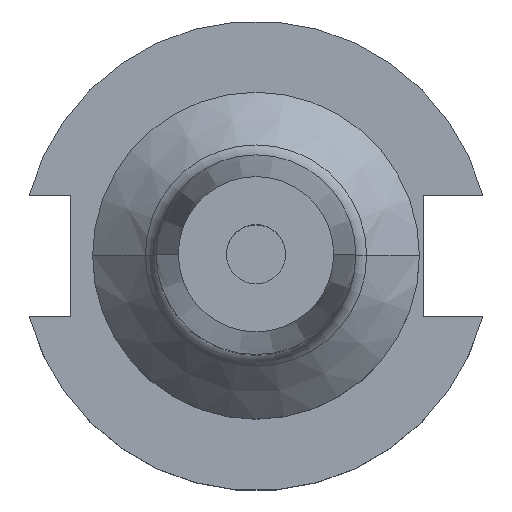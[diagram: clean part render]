
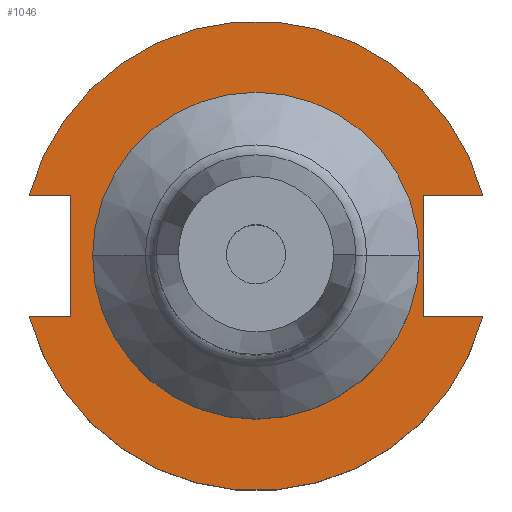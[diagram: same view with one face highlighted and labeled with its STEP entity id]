
A CAD part, top view. The second image highlights one B-rep face of the part: STEP entity #1046.
In plain terms, the highlighted planar face has unit normal (0, 0, 1).
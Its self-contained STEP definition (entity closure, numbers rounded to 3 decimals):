
#1 = FACE_BOUND ( 'NONE', #526, .T. ) ;
#51 = CARTESIAN_POINT ( 'NONE',  ( 30.675, -8.191, 19.05 ) ) ;
#54 = EDGE_CURVE ( 'NONE', #1456, #534, #1188, .T. ) ;
#55 = ORIENTED_EDGE ( 'NONE', *, *, #1645, .T. ) ;
#68 = VERTEX_POINT ( 'NONE', #813 ) ;
#70 = VERTEX_POINT ( 'NONE', #945 ) ;
#98 = ORIENTED_EDGE ( 'NONE', *, *, #1462, .F. ) ;
#105 = CARTESIAN_POINT ( 'NONE',  ( 0., 0., 19.05 ) ) ;
#106 = DIRECTION ( 'NONE',  ( 1., 0., 0. ) ) ;
#121 = ORIENTED_EDGE ( 'NONE', *, *, #54, .T. ) ;
#124 = VECTOR ( 'NONE', #594, 1000. ) ;
#125 = ORIENTED_EDGE ( 'NONE', *, *, #603, .F. ) ;
#143 = ORIENTED_EDGE ( 'NONE', *, *, #725, .T. ) ;
#189 = DIRECTION ( 'NONE',  ( 0., 1., 0. ) ) ;
#190 = CIRCLE ( 'NONE', #1686, 31.75 ) ;
#212 = VERTEX_POINT ( 'NONE', #1149 ) ;
#213 = CARTESIAN_POINT ( 'NONE',  ( 30.675, 8.191, 19.05 ) ) ;
#242 = CARTESIAN_POINT ( 'NONE',  ( 22.606, 8.191, 19.05 ) ) ;
#276 = EDGE_CURVE ( 'NONE', #70, #676, #872, .T. ) ;
#279 = EDGE_CURVE ( 'NONE', #1004, #68, #190, .T. ) ;
#316 = EDGE_LOOP ( 'NONE', ( #143, #947, #55, #125, #121, #1704, #1304, #1549 ) ) ;
#318 = EDGE_CURVE ( 'NONE', #68, #1448, #989, .T. ) ;
#344 = CARTESIAN_POINT ( 'NONE',  ( 22.1, 0., 19.05 ) ) ;
#351 = FACE_OUTER_BOUND ( 'NONE', #316, .T. ) ;
#363 = VECTOR ( 'NONE', #385, 1000. ) ;
#377 = AXIS2_PLACEMENT_3D ( 'NONE', #1331, #544, #1465 ) ;
#385 = DIRECTION ( 'NONE',  ( -1., 0., 0. ) ) ;
#456 = DIRECTION ( 'NONE',  ( 0., 0., 1. ) ) ;
#466 = CARTESIAN_POINT ( 'NONE',  ( 0., -8.191, 19.05 ) ) ;
#480 = LINE ( 'NONE', #466, #124 ) ;
#491 = CARTESIAN_POINT ( 'NONE',  ( -30.675, -8.191, 19.05 ) ) ;
#522 = VECTOR ( 'NONE', #1271, 1000. ) ;
#526 = EDGE_LOOP ( 'NONE', ( #98, #549 ) ) ;
#534 = VERTEX_POINT ( 'NONE', #242 ) ;
#544 = DIRECTION ( 'NONE',  ( 0., 0., 1. ) ) ;
#549 = ORIENTED_EDGE ( 'NONE', *, *, #276, .F. ) ;
#551 = DIRECTION ( 'NONE',  ( 0., 0., -1. ) ) ;
#561 = LINE ( 'NONE', #1144, #522 ) ;
#594 = DIRECTION ( 'NONE',  ( 1., 0., 0. ) ) ;
#603 = EDGE_CURVE ( 'NONE', #1456, #880, #480, .T. ) ;
#619 = CARTESIAN_POINT ( 'NONE',  ( 0., 0., 19.05 ) ) ;
#622 = CIRCLE ( 'NONE', #377, 22.1 ) ;
#676 = VERTEX_POINT ( 'NONE', #344 ) ;
#725 = EDGE_CURVE ( 'NONE', #1448, #212, #561, .T. ) ;
#749 = DIRECTION ( 'NONE',  ( 1., 0., 0. ) ) ;
#752 = CARTESIAN_POINT ( 'NONE',  ( -61.091, 8.191, 19.05 ) ) ;
#813 = CARTESIAN_POINT ( 'NONE',  ( -30.675, 8.191, 19.05 ) ) ;
#845 = AXIS2_PLACEMENT_3D ( 'NONE', #1345, #551, #1473 ) ;
#865 = VECTOR ( 'NONE', #963, 1000. ) ;
#872 = CIRCLE ( 'NONE', #1519, 22.1 ) ;
#880 = VERTEX_POINT ( 'NONE', #51 ) ;
#914 = CARTESIAN_POINT ( 'NONE',  ( 22.606, -8.191, 19.05 ) ) ;
#938 = VECTOR ( 'NONE', #106, 1000. ) ;
#945 = CARTESIAN_POINT ( 'NONE',  ( -22.1, 0., 19.05 ) ) ;
#946 = CIRCLE ( 'NONE', #1621, 31.75 ) ;
#947 = ORIENTED_EDGE ( 'NONE', *, *, #1254, .F. ) ;
#963 = DIRECTION ( 'NONE',  ( 1., 0., 0. ) ) ;
#989 = LINE ( 'NONE', #752, #938 ) ;
#1004 = VERTEX_POINT ( 'NONE', #213 ) ;
#1038 = DIRECTION ( 'NONE',  ( 0., 0., 1. ) ) ;
#1045 = VERTEX_POINT ( 'NONE', #491 ) ;
#1046 = ADVANCED_FACE ( 'NONE', ( #1, #351 ), #1421, .F. ) ;
#1060 = CARTESIAN_POINT ( 'NONE',  ( -25.091, 8.191, 19.05 ) ) ;
#1111 = CARTESIAN_POINT ( 'NONE',  ( 22.606, 22.1, 19.05 ) ) ;
#1144 = CARTESIAN_POINT ( 'NONE',  ( -25.091, 8.191, 19.05 ) ) ;
#1149 = CARTESIAN_POINT ( 'NONE',  ( -25.091, -8.191, 19.05 ) ) ;
#1152 = VECTOR ( 'NONE', #189, 1000. ) ;
#1188 = LINE ( 'NONE', #1111, #1152 ) ;
#1226 = LINE ( 'NONE', #1232, #865 ) ;
#1232 = CARTESIAN_POINT ( 'NONE',  ( -61.091, -8.191, 19.05 ) ) ;
#1236 = CARTESIAN_POINT ( 'NONE',  ( 0., 0., 19.05 ) ) ;
#1254 = EDGE_CURVE ( 'NONE', #1045, #212, #1226, .T. ) ;
#1271 = DIRECTION ( 'NONE',  ( 0., -1., 0. ) ) ;
#1304 = ORIENTED_EDGE ( 'NONE', *, *, #279, .T. ) ;
#1308 = CARTESIAN_POINT ( 'NONE',  ( 0., 8.191, 19.05 ) ) ;
#1331 = CARTESIAN_POINT ( 'NONE',  ( 0., 0., 19.05 ) ) ;
#1345 = CARTESIAN_POINT ( 'NONE',  ( 0., 22.1, 19.05 ) ) ;
#1381 = DIRECTION ( 'NONE',  ( 1., 0., 0. ) ) ;
#1390 = EDGE_CURVE ( 'NONE', #1004, #534, #1451, .T. ) ;
#1421 = PLANE ( 'NONE',  #845 ) ;
#1448 = VERTEX_POINT ( 'NONE', #1060 ) ;
#1451 = LINE ( 'NONE', #1308, #363 ) ;
#1456 = VERTEX_POINT ( 'NONE', #914 ) ;
#1462 = EDGE_CURVE ( 'NONE', #676, #70, #622, .T. ) ;
#1465 = DIRECTION ( 'NONE',  ( 1., 0., 0. ) ) ;
#1473 = DIRECTION ( 'NONE',  ( -1., 0., 0. ) ) ;
#1519 = AXIS2_PLACEMENT_3D ( 'NONE', #619, #1539, #749 ) ;
#1539 = DIRECTION ( 'NONE',  ( 0., 0., 1. ) ) ;
#1549 = ORIENTED_EDGE ( 'NONE', *, *, #318, .T. ) ;
#1621 = AXIS2_PLACEMENT_3D ( 'NONE', #1236, #456, #1381 ) ;
#1645 = EDGE_CURVE ( 'NONE', #1045, #880, #946, .T. ) ;
#1686 = AXIS2_PLACEMENT_3D ( 'NONE', #105, #1038, #1702 ) ;
#1702 = DIRECTION ( 'NONE',  ( 1., 0., 0. ) ) ;
#1704 = ORIENTED_EDGE ( 'NONE', *, *, #1390, .F. ) ;
